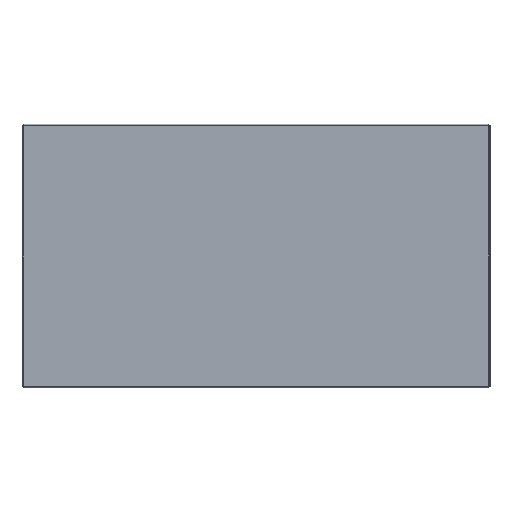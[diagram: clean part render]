
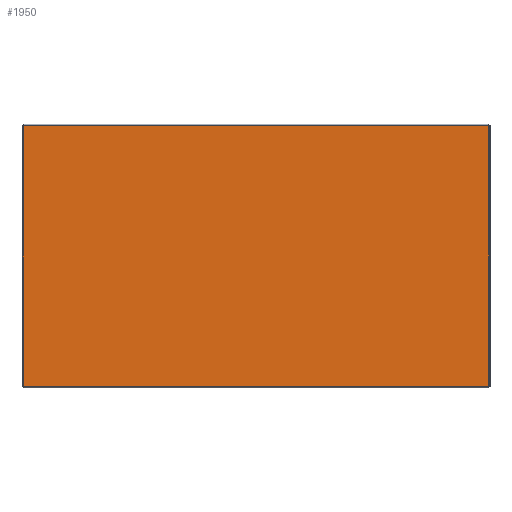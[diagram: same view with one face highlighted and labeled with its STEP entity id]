
A CAD part, front view. The second image highlights one B-rep face of the part: STEP entity #1950.
In plain terms, the highlighted planar face has unit normal (0, -1, 0).
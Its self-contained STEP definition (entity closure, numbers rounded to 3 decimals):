
#20 = EDGE_CURVE ( 'NONE', #945, #1353, #2316, .T. ) ;
#128 = LINE ( 'NONE', #2332, #2145 ) ;
#207 = VERTEX_POINT ( 'NONE', #501 ) ;
#433 = DIRECTION ( 'NONE',  ( 0., 0., -1. ) ) ;
#467 = ORIENTED_EDGE ( 'NONE', *, *, #619, .F. ) ;
#501 = CARTESIAN_POINT ( 'NONE',  ( -350.8, -1.2, 196.8 ) ) ;
#513 = LINE ( 'NONE', #1442, #630 ) ;
#592 = DIRECTION ( 'NONE',  ( 0., 1., 0. ) ) ;
#619 = EDGE_CURVE ( 'NONE', #1353, #776, #513, .T. ) ;
#630 = VECTOR ( 'NONE', #1651, 1000. ) ;
#644 = ORIENTED_EDGE ( 'NONE', *, *, #1259, .F. ) ;
#776 = VERTEX_POINT ( 'NONE', #1148 ) ;
#945 = VERTEX_POINT ( 'NONE', #1001 ) ;
#993 = CARTESIAN_POINT ( 'NONE',  ( 0., -1.2, 0. ) ) ;
#1001 = CARTESIAN_POINT ( 'NONE',  ( 350.8, -1.2, 196.8 ) ) ;
#1079 = AXIS2_PLACEMENT_3D ( 'NONE', #993, #592, #2059 ) ;
#1148 = CARTESIAN_POINT ( 'NONE',  ( -350.8, -1.2, -196.8 ) ) ;
#1259 = EDGE_CURVE ( 'NONE', #207, #945, #2020, .T. ) ;
#1337 = CARTESIAN_POINT ( 'NONE',  ( 353., -1.2, 196.8 ) ) ;
#1353 = VERTEX_POINT ( 'NONE', #1531 ) ;
#1376 = VECTOR ( 'NONE', #433, 1000. ) ;
#1419 = ORIENTED_EDGE ( 'NONE', *, *, #1674, .F. ) ;
#1442 = CARTESIAN_POINT ( 'NONE',  ( 353., -1.2, -196.8 ) ) ;
#1501 = DIRECTION ( 'NONE',  ( 1., 0., 0. ) ) ;
#1531 = CARTESIAN_POINT ( 'NONE',  ( 350.8, -1.2, -196.8 ) ) ;
#1651 = DIRECTION ( 'NONE',  ( -1., 0., 0. ) ) ;
#1674 = EDGE_CURVE ( 'NONE', #776, #207, #128, .T. ) ;
#1688 = CARTESIAN_POINT ( 'NONE',  ( 350.8, -1.2, 196.8 ) ) ;
#1693 = VECTOR ( 'NONE', #1501, 1000. ) ;
#1950 = ADVANCED_FACE ( 'NONE', ( #2302 ), #2438, .F. ) ;
#2020 = LINE ( 'NONE', #1337, #1693 ) ;
#2059 = DIRECTION ( 'NONE',  ( 0., 0., 1. ) ) ;
#2145 = VECTOR ( 'NONE', #2301, 1000. ) ;
#2301 = DIRECTION ( 'NONE',  ( 0., 0., 1. ) ) ;
#2302 = FACE_OUTER_BOUND ( 'NONE', #2513, .T. ) ;
#2316 = LINE ( 'NONE', #1688, #1376 ) ;
#2332 = CARTESIAN_POINT ( 'NONE',  ( -350.8, -1.2, -196.8 ) ) ;
#2338 = ORIENTED_EDGE ( 'NONE', *, *, #20, .F. ) ;
#2438 = PLANE ( 'NONE',  #1079 ) ;
#2513 = EDGE_LOOP ( 'NONE', ( #2338, #644, #1419, #467 ) ) ;
